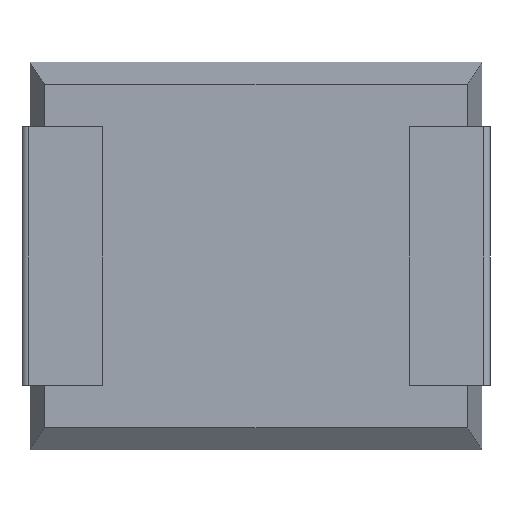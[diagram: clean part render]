
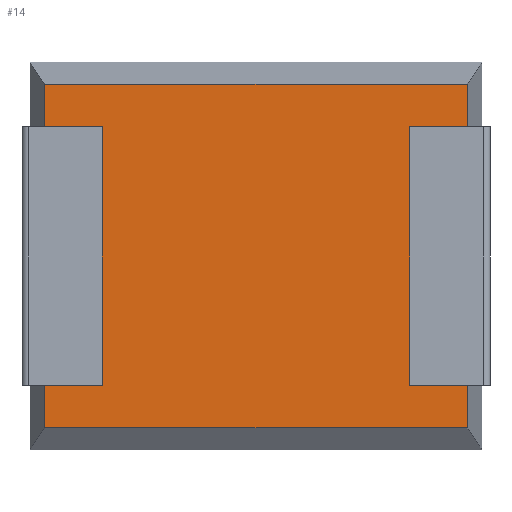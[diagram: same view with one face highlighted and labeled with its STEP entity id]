
A CAD part, front view. The second image highlights one B-rep face of the part: STEP entity #14.
In plain terms, the highlighted planar face has unit normal (0, -1, 0).
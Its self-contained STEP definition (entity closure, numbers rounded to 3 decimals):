
#14 = ADVANCED_FACE ( 'NONE', ( #2551 ), #1837, .T. ) ;
#26 = LINE ( 'NONE', #1745, #658 ) ;
#47 = CARTESIAN_POINT ( 'NONE',  ( 7.097, 0., -5.25 ) ) ;
#57 = CARTESIAN_POINT ( 'NONE',  ( 6.17, 0., -1.05 ) ) ;
#98 = LINE ( 'NONE', #785, #1025 ) ;
#118 = VERTEX_POINT ( 'NONE', #2718 ) ;
#120 = DIRECTION ( 'NONE',  ( -1., 0., 0. ) ) ;
#128 = DIRECTION ( 'NONE',  ( 1., 0., 0. ) ) ;
#172 = LINE ( 'NONE', #2004, #2782 ) ;
#297 = CARTESIAN_POINT ( 'NONE',  ( 0.243, 0., -6.3 ) ) ;
#371 = ORIENTED_EDGE ( 'NONE', *, *, #2044, .T. ) ;
#373 = VECTOR ( 'NONE', #128, 1000. ) ;
#377 = DIRECTION ( 'NONE',  ( 0., 0., -1. ) ) ;
#410 = CARTESIAN_POINT ( 'NONE',  ( 0., 0., -0.36 ) ) ;
#443 = LINE ( 'NONE', #57, #2896 ) ;
#615 = CARTESIAN_POINT ( 'NONE',  ( 6.17, 0., -1.05 ) ) ;
#658 = VECTOR ( 'NONE', #120, 1000. ) ;
#665 = CARTESIAN_POINT ( 'NONE',  ( 7.097, 0., -0.36 ) ) ;
#667 = EDGE_CURVE ( 'NONE', #118, #712, #443, .T. ) ;
#696 = CARTESIAN_POINT ( 'NONE',  ( 0.243, 0., -1.05 ) ) ;
#712 = VERTEX_POINT ( 'NONE', #615 ) ;
#714 = ORIENTED_EDGE ( 'NONE', *, *, #2438, .F. ) ;
#736 = ORIENTED_EDGE ( 'NONE', *, *, #2450, .F. ) ;
#764 = VECTOR ( 'NONE', #1396, 1000. ) ;
#785 = CARTESIAN_POINT ( 'NONE',  ( 0.243, 0., -6.3 ) ) ;
#788 = VERTEX_POINT ( 'NONE', #2231 ) ;
#807 = VECTOR ( 'NONE', #1819, 1000. ) ;
#824 = DIRECTION ( 'NONE',  ( 0., 0., 1. ) ) ;
#885 = CARTESIAN_POINT ( 'NONE',  ( 6.17, 0., -1.05 ) ) ;
#924 = VECTOR ( 'NONE', #1813, 1000. ) ;
#942 = VERTEX_POINT ( 'NONE', #665 ) ;
#965 = ORIENTED_EDGE ( 'NONE', *, *, #667, .T. ) ;
#1025 = VECTOR ( 'NONE', #2859, 1000. ) ;
#1081 = VERTEX_POINT ( 'NONE', #696 ) ;
#1111 = ORIENTED_EDGE ( 'NONE', *, *, #1266, .F. ) ;
#1131 = EDGE_CURVE ( 'NONE', #2138, #2455, #1562, .T. ) ;
#1164 = LINE ( 'NONE', #1299, #924 ) ;
#1266 = EDGE_CURVE ( 'NONE', #118, #2520, #2753, .T. ) ;
#1299 = CARTESIAN_POINT ( 'NONE',  ( 1.17, 0., -5.25 ) ) ;
#1319 = EDGE_CURVE ( 'NONE', #3092, #942, #2152, .T. ) ;
#1377 = EDGE_CURVE ( 'NONE', #2455, #1081, #26, .T. ) ;
#1396 = DIRECTION ( 'NONE',  ( 0., 0., 1. ) ) ;
#1439 = CARTESIAN_POINT ( 'NONE',  ( 7.097, 0., -1.05 ) ) ;
#1451 = VERTEX_POINT ( 'NONE', #2545 ) ;
#1492 = CARTESIAN_POINT ( 'NONE',  ( 1.17, 0., -1.05 ) ) ;
#1503 = LINE ( 'NONE', #885, #373 ) ;
#1513 = EDGE_CURVE ( 'NONE', #1798, #1451, #1607, .T. ) ;
#1562 = LINE ( 'NONE', #1492, #2078 ) ;
#1576 = DIRECTION ( 'NONE',  ( 1., 0., 0. ) ) ;
#1607 = LINE ( 'NONE', #2275, #2957 ) ;
#1679 = EDGE_CURVE ( 'NONE', #2138, #788, #1164, .T. ) ;
#1733 = ORIENTED_EDGE ( 'NONE', *, *, #1513, .T. ) ;
#1745 = CARTESIAN_POINT ( 'NONE',  ( 1.17, 0., -1.05 ) ) ;
#1798 = VERTEX_POINT ( 'NONE', #3046 ) ;
#1813 = DIRECTION ( 'NONE',  ( -1., 0., 0. ) ) ;
#1819 = DIRECTION ( 'NONE',  ( 0., 0., 1. ) ) ;
#1837 = PLANE ( 'NONE',  #2602 ) ;
#1866 = CARTESIAN_POINT ( 'NONE',  ( 7.097, 0., -6.3 ) ) ;
#1907 = DIRECTION ( 'NONE',  ( 0., -1., 0. ) ) ;
#1910 = EDGE_CURVE ( 'NONE', #1451, #2520, #172, .T. ) ;
#1974 = ORIENTED_EDGE ( 'NONE', *, *, #1910, .T. ) ;
#2004 = CARTESIAN_POINT ( 'NONE',  ( 7.097, 0., -6.3 ) ) ;
#2020 = DIRECTION ( 'NONE',  ( 1., 0., 0. ) ) ;
#2044 = EDGE_CURVE ( 'NONE', #712, #3092, #1503, .T. ) ;
#2078 = VECTOR ( 'NONE', #2817, 1000. ) ;
#2135 = EDGE_LOOP ( 'NONE', ( #371, #2636, #2664, #714, #3236, #2715, #2504, #736, #1733, #1974, #1111, #965 ) ) ;
#2138 = VERTEX_POINT ( 'NONE', #3067 ) ;
#2152 = LINE ( 'NONE', #1866, #764 ) ;
#2188 = DIRECTION ( 'NONE',  ( 1., 0., 0. ) ) ;
#2231 = CARTESIAN_POINT ( 'NONE',  ( 0.243, 0., -5.25 ) ) ;
#2275 = CARTESIAN_POINT ( 'NONE',  ( 0., 0., -5.94 ) ) ;
#2289 = LINE ( 'NONE', #297, #807 ) ;
#2374 = EDGE_CURVE ( 'NONE', #3347, #942, #2703, .T. ) ;
#2438 = EDGE_CURVE ( 'NONE', #1081, #3347, #2289, .T. ) ;
#2450 = EDGE_CURVE ( 'NONE', #1798, #788, #98, .T. ) ;
#2455 = VERTEX_POINT ( 'NONE', #3202 ) ;
#2462 = CARTESIAN_POINT ( 'NONE',  ( 0., 0., 0. ) ) ;
#2504 = ORIENTED_EDGE ( 'NONE', *, *, #1679, .T. ) ;
#2520 = VERTEX_POINT ( 'NONE', #47 ) ;
#2545 = CARTESIAN_POINT ( 'NONE',  ( 7.097, 0., -5.94 ) ) ;
#2551 = FACE_OUTER_BOUND ( 'NONE', #2135, .T. ) ;
#2602 = AXIS2_PLACEMENT_3D ( 'NONE', #2462, #1907, #377 ) ;
#2636 = ORIENTED_EDGE ( 'NONE', *, *, #1319, .T. ) ;
#2664 = ORIENTED_EDGE ( 'NONE', *, *, #2374, .F. ) ;
#2703 = LINE ( 'NONE', #410, #2826 ) ;
#2715 = ORIENTED_EDGE ( 'NONE', *, *, #1131, .F. ) ;
#2718 = CARTESIAN_POINT ( 'NONE',  ( 6.17, 0., -5.25 ) ) ;
#2753 = LINE ( 'NONE', #3150, #2994 ) ;
#2782 = VECTOR ( 'NONE', #3216, 1000. ) ;
#2817 = DIRECTION ( 'NONE',  ( 0., 0., 1. ) ) ;
#2826 = VECTOR ( 'NONE', #2020, 1000. ) ;
#2859 = DIRECTION ( 'NONE',  ( 0., 0., 1. ) ) ;
#2896 = VECTOR ( 'NONE', #824, 1000. ) ;
#2957 = VECTOR ( 'NONE', #2188, 1000. ) ;
#2994 = VECTOR ( 'NONE', #1576, 1000. ) ;
#3027 = CARTESIAN_POINT ( 'NONE',  ( 0.243, 0., -0.36 ) ) ;
#3046 = CARTESIAN_POINT ( 'NONE',  ( 0.243, 0., -5.94 ) ) ;
#3067 = CARTESIAN_POINT ( 'NONE',  ( 1.17, 0., -5.25 ) ) ;
#3092 = VERTEX_POINT ( 'NONE', #1439 ) ;
#3150 = CARTESIAN_POINT ( 'NONE',  ( 6.17, 0., -5.25 ) ) ;
#3202 = CARTESIAN_POINT ( 'NONE',  ( 1.17, 0., -1.05 ) ) ;
#3216 = DIRECTION ( 'NONE',  ( 0., 0., 1. ) ) ;
#3236 = ORIENTED_EDGE ( 'NONE', *, *, #1377, .F. ) ;
#3347 = VERTEX_POINT ( 'NONE', #3027 ) ;
